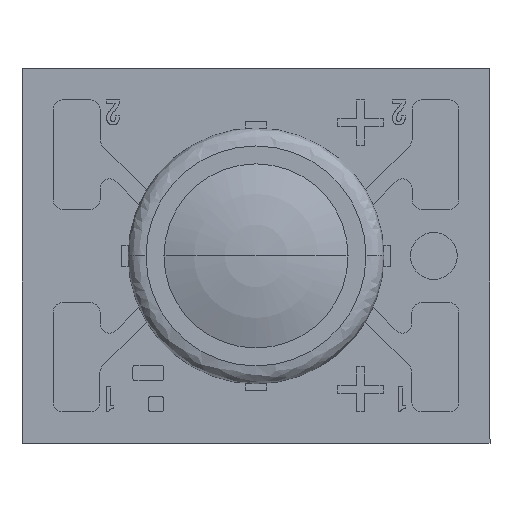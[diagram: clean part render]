
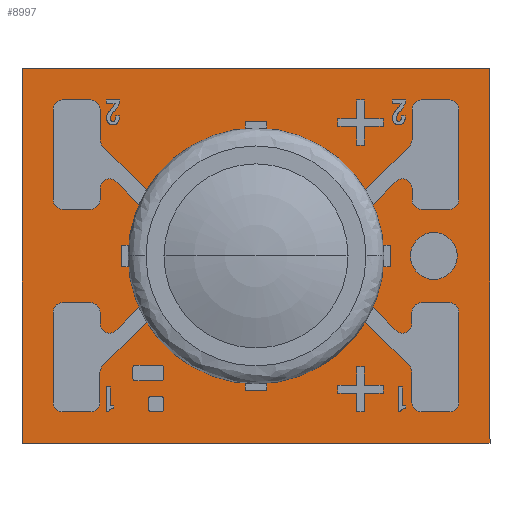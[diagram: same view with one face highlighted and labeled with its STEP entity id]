
A CAD part, top view. The second image highlights one B-rep face of the part: STEP entity #8997.
In plain terms, the highlighted planar face has unit normal (0, 0, 1).
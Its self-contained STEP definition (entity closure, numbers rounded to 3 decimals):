
#128 = VECTOR ( 'NONE', #1325, 1000. ) ;
#805 = LINE ( 'NONE', #7269, #12837 ) ;
#1115 = ORIENTED_EDGE ( 'NONE', *, *, #2924, .T. ) ;
#1178 = LINE ( 'NONE', #6549, #5053 ) ;
#1325 = DIRECTION ( 'NONE',  ( 0., -1., 0. ) ) ;
#1421 = DIRECTION ( 'NONE',  ( -1., 0., 0. ) ) ;
#1444 = AXIS2_PLACEMENT_3D ( 'NONE', #13549, #9180, #1421 ) ;
#2278 = CARTESIAN_POINT ( 'NONE',  ( 7.5, -6., 1. ) ) ;
#2326 = DIRECTION ( 'NONE',  ( 0., 1., 0. ) ) ;
#2327 = CARTESIAN_POINT ( 'NONE',  ( -7.5, -6., 1. ) ) ;
#2401 = ORIENTED_EDGE ( 'NONE', *, *, #2777, .T. ) ;
#2706 = PLANE ( 'NONE',  #1444 ) ;
#2777 = EDGE_CURVE ( 'NONE', #11139, #11807, #9007, .T. ) ;
#2924 = EDGE_CURVE ( 'NONE', #11807, #8885, #4695, .T. ) ;
#4695 = LINE ( 'NONE', #11692, #5625 ) ;
#4794 = FACE_OUTER_BOUND ( 'NONE', #13630, .T. ) ;
#5053 = VECTOR ( 'NONE', #2326, 1000. ) ;
#5625 = VECTOR ( 'NONE', #9077, 1000. ) ;
#5839 = ORIENTED_EDGE ( 'NONE', *, *, #13724, .T. ) ;
#5887 = VERTEX_POINT ( 'NONE', #13647 ) ;
#6549 = CARTESIAN_POINT ( 'NONE',  ( 7.5, -6., 1. ) ) ;
#7269 = CARTESIAN_POINT ( 'NONE',  ( -7.5, 6., 1. ) ) ;
#7542 = DIRECTION ( 'NONE',  ( -1., 0., 0. ) ) ;
#8561 = ORIENTED_EDGE ( 'NONE', *, *, #13935, .T. ) ;
#8885 = VERTEX_POINT ( 'NONE', #2278 ) ;
#8997 = ADVANCED_FACE ( 'NONE', ( #4794 ), #2706, .F. ) ;
#9007 = LINE ( 'NONE', #2327, #128 ) ;
#9077 = DIRECTION ( 'NONE',  ( 1., 0., 0. ) ) ;
#9180 = DIRECTION ( 'NONE',  ( 0., 0., -1. ) ) ;
#10108 = CARTESIAN_POINT ( 'NONE',  ( -7.5, -6., 1. ) ) ;
#10932 = CARTESIAN_POINT ( 'NONE',  ( -7.5, 6., 1. ) ) ;
#11139 = VERTEX_POINT ( 'NONE', #10932 ) ;
#11692 = CARTESIAN_POINT ( 'NONE',  ( -7.5, -6., 1. ) ) ;
#11807 = VERTEX_POINT ( 'NONE', #10108 ) ;
#12837 = VECTOR ( 'NONE', #7542, 1000. ) ;
#13549 = CARTESIAN_POINT ( 'NONE',  ( 0., 0., 1. ) ) ;
#13630 = EDGE_LOOP ( 'NONE', ( #5839, #8561, #2401, #1115 ) ) ;
#13647 = CARTESIAN_POINT ( 'NONE',  ( 7.5, 6., 1. ) ) ;
#13724 = EDGE_CURVE ( 'NONE', #8885, #5887, #1178, .T. ) ;
#13935 = EDGE_CURVE ( 'NONE', #5887, #11139, #805, .T. ) ;
